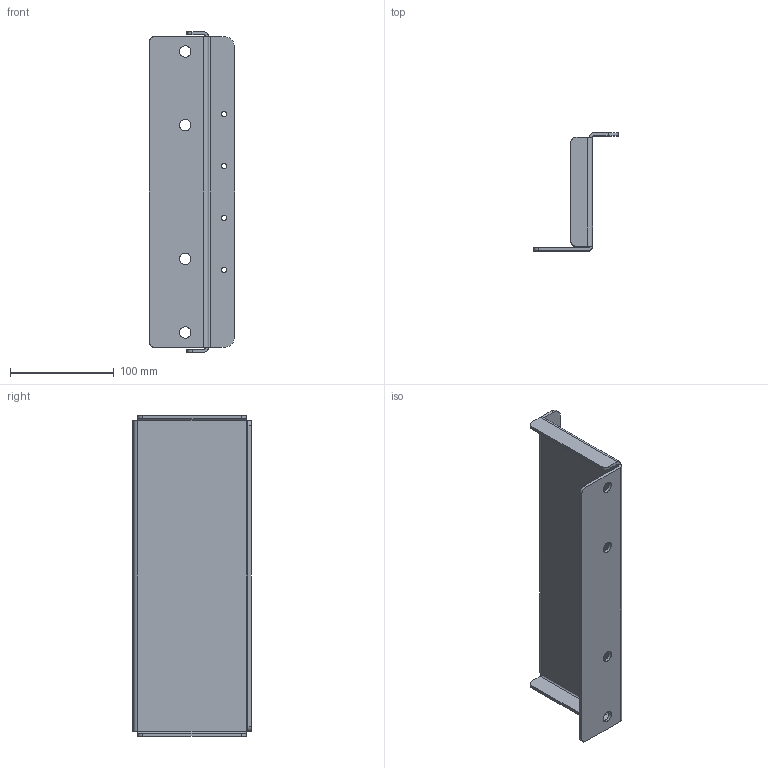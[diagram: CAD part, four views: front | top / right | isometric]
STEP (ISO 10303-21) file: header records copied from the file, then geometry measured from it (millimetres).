
FILE_DESCRIPTION(/* description */ (''),/* implementation_level */ '2;1');
FILE_NAME(/* name */ 'CheepOutdoorMoblieRobot-CasterPlate v20.step',/* time_stamp */ '2023-03-23T21:52:22+09:00',/* author */ (''),/* organization */ (''),/* preprocessor_version */ 'ST-DEVELOPER v19.2',/* originating_system */ 'Autodesk Translation Framework v11.17.0.187',/* authorisation */ '');
FILE_SCHEMA (('AUTOMOTIVE_DESIGN { 1 0 10303 214 3 1 1 }'));
Length unit declared in the file: millimetre
Products named in the file (1): CheepOutdoorMoblieRobot-CasterPlate
Bounding box: 82 x 114 x 309 mm (x, y, z)
Volume: 183141.4 mm3; surface area: 125831.5 mm2
Topology: 1 solids, 1 shells, 46 faces, 116 edges, 72 vertices
Faces by surface type: cylinder 24, plane 22
Full cylindrical faces by diameter (mm): 5.035 x4, 11 x4
Entity records: 1445 total; most frequent: DIRECTION 258, CARTESIAN_POINT 235, ORIENTED_EDGE 232, EDGE_CURVE 116, AXIS2_PLACEMENT_3D 95, VERTEX_POINT 72, LINE 68, VECTOR 68
